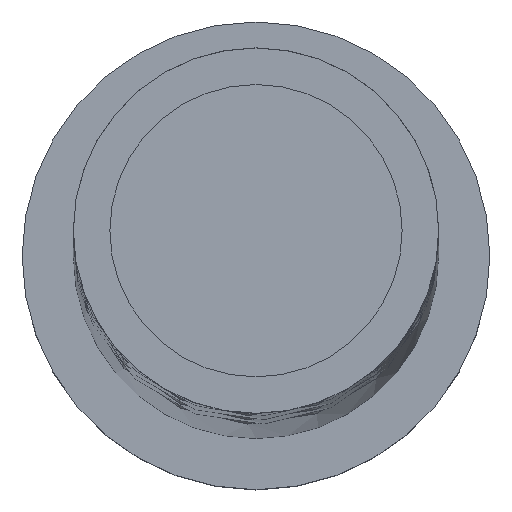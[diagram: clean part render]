
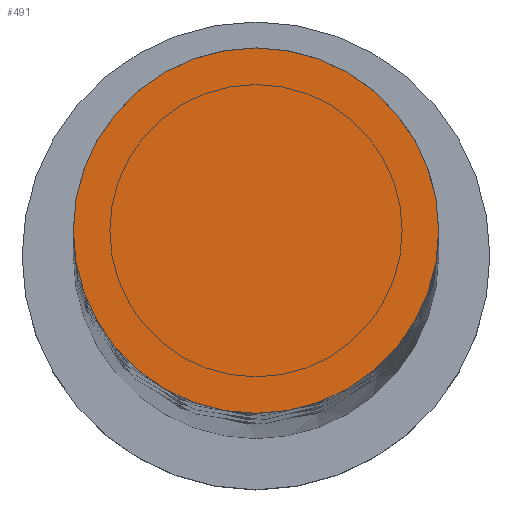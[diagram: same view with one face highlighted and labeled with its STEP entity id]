
A CAD part, top view. The second image highlights one B-rep face of the part: STEP entity #491.
In plain terms, the highlighted planar face has unit normal (0, 0, 1).
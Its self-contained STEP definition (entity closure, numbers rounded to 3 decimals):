
#72 = EDGE_CURVE ( 'NONE', #1806, #1344, #1200, .T. ) ;
#91 = DIRECTION ( 'NONE',  ( 0., 0., 1. ) ) ;
#177 = FACE_OUTER_BOUND ( 'NONE', #1758, .T. ) ;
#363 = CARTESIAN_POINT ( 'NONE',  ( 0., 0., 1000. ) ) ;
#439 = CIRCLE ( 'NONE', #926, 12.5 ) ;
#491 = ADVANCED_FACE ( 'NONE', ( #177 ), #1146, .T. ) ;
#541 = ORIENTED_EDGE ( 'NONE', *, *, #72, .T. ) ;
#643 = AXIS2_PLACEMENT_3D ( 'NONE', #1033, #91, #1931 ) ;
#926 = AXIS2_PLACEMENT_3D ( 'NONE', #2387, #1867, #1259 ) ;
#938 = DIRECTION ( 'NONE',  ( 1., 0., 0. ) ) ;
#1033 = CARTESIAN_POINT ( 'NONE',  ( 0., 0., 1000. ) ) ;
#1146 = PLANE ( 'NONE',  #1157 ) ;
#1157 = AXIS2_PLACEMENT_3D ( 'NONE', #363, #1874, #938 ) ;
#1200 = CIRCLE ( 'NONE', #643, 12.5 ) ;
#1259 = DIRECTION ( 'NONE',  ( 1., 0., 0. ) ) ;
#1273 = ORIENTED_EDGE ( 'NONE', *, *, #1694, .T. ) ;
#1344 = VERTEX_POINT ( 'NONE', #2050 ) ;
#1694 = EDGE_CURVE ( 'NONE', #1344, #1806, #439, .T. ) ;
#1758 = EDGE_LOOP ( 'NONE', ( #1273, #541 ) ) ;
#1806 = VERTEX_POINT ( 'NONE', #2100 ) ;
#1867 = DIRECTION ( 'NONE',  ( 0., 0., 1. ) ) ;
#1874 = DIRECTION ( 'NONE',  ( 0., 0., 1. ) ) ;
#1931 = DIRECTION ( 'NONE',  ( 1., 0., 0. ) ) ;
#2050 = CARTESIAN_POINT ( 'NONE',  ( -12.5, 0., 1000. ) ) ;
#2100 = CARTESIAN_POINT ( 'NONE',  ( 12.5, 0., 1000. ) ) ;
#2387 = CARTESIAN_POINT ( 'NONE',  ( 0., 0., 1000. ) ) ;
